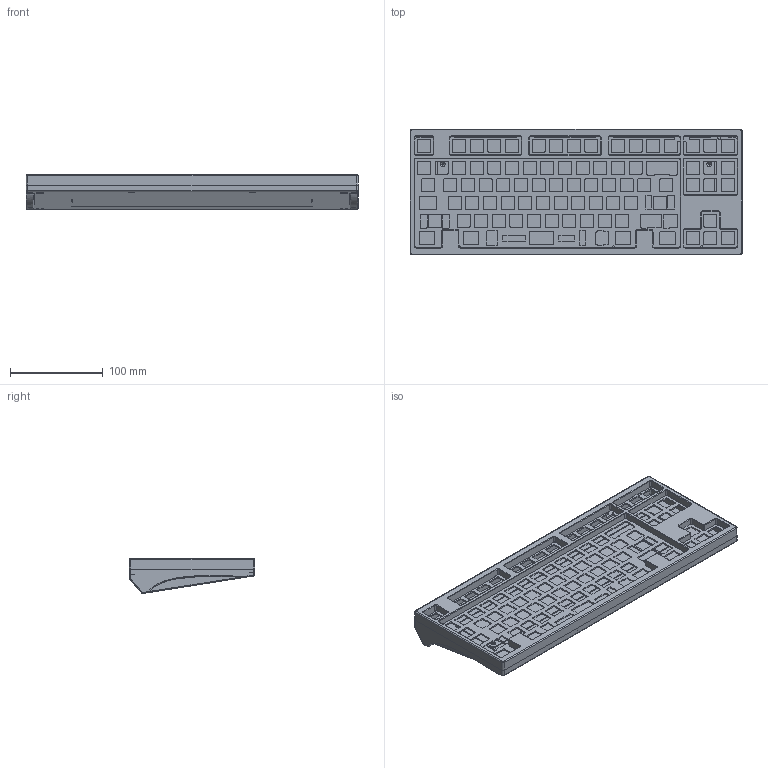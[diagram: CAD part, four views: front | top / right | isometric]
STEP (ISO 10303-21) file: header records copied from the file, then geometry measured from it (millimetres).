
FILE_DESCRIPTION(/* description */ (''),/* implementation_level */ '2;1');
FILE_NAME(/* name */ 'plag tkl 9 v4.step',/* time_stamp */ '2023-01-01T00:55:38-05:00',/* author */ (''),/* organization */ (''),/* preprocessor_version */ 'ST-DEVELOPER v19.2',/* originating_system */ 'Autodesk Translation Framework v11.17.0.187',/* authorisation */ '');
FILE_SCHEMA (('AUTOMOTIVE_DESIGN { 1 0 10303 214 3 1 1 }'));
Length unit declared in the file: millimetre
Products named in the file (1): plag tkl 9
Bounding box: 358.61 x 136.01 x 37.58 mm (x, y, z)
Volume: 685673.7 mm3; surface area: 252257.2 mm2
Topology: 4 solids, 4 shells, 1406 faces, 3998 edges, 2609 vertices
Faces by surface type: plane 676, cylinder 625, cone 75, bspline 28, torus 2
Full cylindrical faces by diameter (mm): 2.075 x11, 2.529 x8, 2.7 x4, 3.2 x8, 3.8 x4, 4 x4, 6 x8, 8.5 x4
Entity records: 46866 total; most frequent: CARTESIAN_POINT 8892, DIRECTION 7991, ORIENTED_EDGE 7942, EDGE_CURVE 3971, AXIS2_PLACEMENT_3D 2693, LINE 2605, VECTOR 2605, VERTEX_POINT 2605
